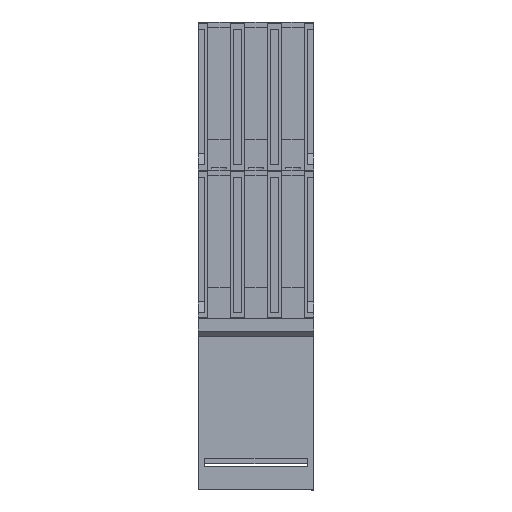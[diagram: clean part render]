
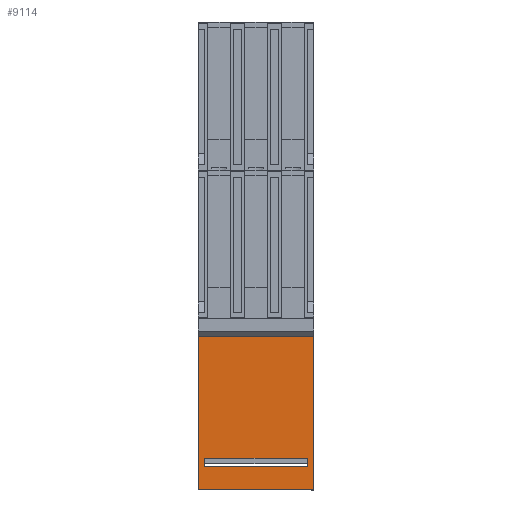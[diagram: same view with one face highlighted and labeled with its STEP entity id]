
A CAD part, front view. The second image highlights one B-rep face of the part: STEP entity #9114.
In plain terms, the highlighted planar face has unit normal (0, -1, 0).
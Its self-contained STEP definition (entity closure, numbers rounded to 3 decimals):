
#7511=FACE_BOUND('',#11893,.T.);
#7512=FACE_BOUND('',#11894,.T.);
#9114=ADVANCED_FACE('NONE',(#7511,#7512),#10008,.T.);
#10008=PLANE('',#28603);
#11893=EDGE_LOOP('',(#15453,#15454,#15455,#15456,#15457,#15458));
#11894=EDGE_LOOP('',(#15459,#15460,#15461,#15462));
#15453=ORIENTED_EDGE('',*,*,#22515,.T.);
#15454=ORIENTED_EDGE('',*,*,#22513,.F.);
#15455=ORIENTED_EDGE('',*,*,#22471,.F.);
#15456=ORIENTED_EDGE('',*,*,#22516,.F.);
#15457=ORIENTED_EDGE('',*,*,#22245,.F.);
#15458=ORIENTED_EDGE('',*,*,#22517,.T.);
#15459=ORIENTED_EDGE('',*,*,#21757,.F.);
#15460=ORIENTED_EDGE('',*,*,#21749,.F.);
#15461=ORIENTED_EDGE('',*,*,#21744,.F.);
#15462=ORIENTED_EDGE('',*,*,#22518,.F.);
#18802=VERTEX_POINT('',#34014);
#18837=VERTEX_POINT('',#34087);
#19533=VERTEX_POINT('',#36966);
#19534=VERTEX_POINT('',#36968);
#19537=VERTEX_POINT('',#36977);
#19538=VERTEX_POINT('',#36981);
#19902=VERTEX_POINT('',#37987);
#20058=VERTEX_POINT('',#38447);
#20083=VERTEX_POINT('',#38525);
#20084=VERTEX_POINT('',#38529);
#21744=EDGE_CURVE('NONE',#19533,#19534,#24245,.T.);
#21749=EDGE_CURVE('NONE',#19534,#19537,#24249,.T.);
#21757=EDGE_CURVE('NONE',#19537,#19538,#24256,.T.);
#22245=EDGE_CURVE('NONE',#19902,#18837,#24707,.T.);
#22471=EDGE_CURVE('NONE',#18802,#20058,#24928,.T.);
#22513=EDGE_CURVE('NONE',#20058,#20083,#24967,.T.);
#22515=EDGE_CURVE('NONE',#20084,#20083,#24969,.T.);
#22516=EDGE_CURVE('NONE',#18837,#18802,#24970,.T.);
#22517=EDGE_CURVE('NONE',#19902,#20084,#24971,.T.);
#22518=EDGE_CURVE('NONE',#19538,#19533,#24972,.T.);
#24245=LINE('',#36967,#26284);
#24249=LINE('',#36976,#26288);
#24256=LINE('',#36990,#26295);
#24707=LINE('',#37986,#26746);
#24928=LINE('',#38446,#26967);
#24967=LINE('',#38524,#27006);
#24969=LINE('',#38528,#27008);
#24970=LINE('',#38530,#27009);
#24971=LINE('',#38531,#27010);
#24972=LINE('',#38532,#27011);
#26284=VECTOR('',#30664,1.);
#26288=VECTOR('',#30672,1.);
#26295=VECTOR('',#30683,1.);
#26746=VECTOR('',#31504,1.);
#26967=VECTOR('',#31891,1.);
#27006=VECTOR('',#31958,1.);
#27008=VECTOR('',#31962,1.);
#27009=VECTOR('',#31963,1.);
#27010=VECTOR('',#31964,1.);
#27011=VECTOR('',#31965,1.);
#28603=AXIS2_PLACEMENT_3D('',#38533,#31966,#31967);
#30664=DIRECTION('',(0.,0.,1.));
#30672=DIRECTION('',(-1.,0.,0.));
#30683=DIRECTION('',(0.,0.,-1.));
#31504=DIRECTION('',(1.,0.,0.));
#31891=DIRECTION('',(1.,0.,0.));
#31958=DIRECTION('',(0.,0.,-1.));
#31962=DIRECTION('',(1.,0.,0.));
#31963=DIRECTION('',(1.,0.,0.));
#31964=DIRECTION('',(0.,0.,-1.));
#31965=DIRECTION('',(1.,0.,0.));
#31966=DIRECTION('',(0.,-1.,0.));
#31967=DIRECTION('',(1.,0.,0.));
#34014=CARTESIAN_POINT('',(22.48,13.89,29.9));
#34087=CARTESIAN_POINT('',(0.02,13.89,29.9));
#36966=CARTESIAN_POINT('',(21.253,13.89,4.5));
#36967=CARTESIAN_POINT('',(21.253,13.89,29.9));
#36968=CARTESIAN_POINT('',(21.253,13.89,6.2));
#36976=CARTESIAN_POINT('',(0.,13.89,6.2));
#36977=CARTESIAN_POINT('',(1.253,13.89,6.2));
#36981=CARTESIAN_POINT('',(1.253,13.89,4.5));
#36990=CARTESIAN_POINT('',(1.253,13.89,29.9));
#37986=CARTESIAN_POINT('',(0.,13.89,29.9));
#37987=CARTESIAN_POINT('',(0.,13.89,29.9));
#38446=CARTESIAN_POINT('',(0.,13.89,29.9));
#38447=CARTESIAN_POINT('',(22.5,13.89,29.9));
#38524=CARTESIAN_POINT('',(22.5,13.89,29.9));
#38525=CARTESIAN_POINT('',(22.5,13.89,0.));
#38528=CARTESIAN_POINT('',(0.,13.89,0.));
#38529=CARTESIAN_POINT('',(0.,13.89,0.));
#38530=CARTESIAN_POINT('',(0.,13.89,29.9));
#38531=CARTESIAN_POINT('',(0.,13.89,29.9));
#38532=CARTESIAN_POINT('',(0.,13.89,4.5));
#38533=CARTESIAN_POINT('',(0.,13.89,29.9));
